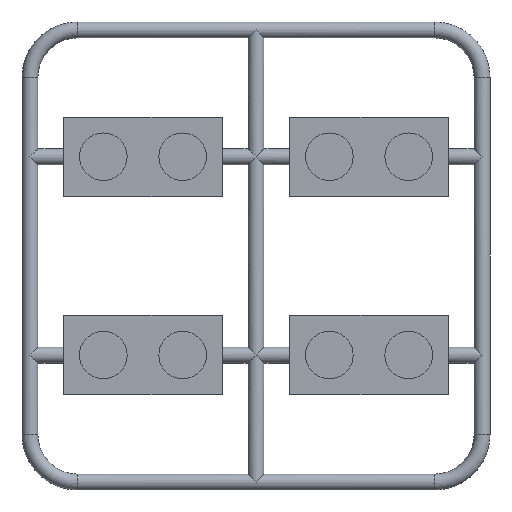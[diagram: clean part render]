
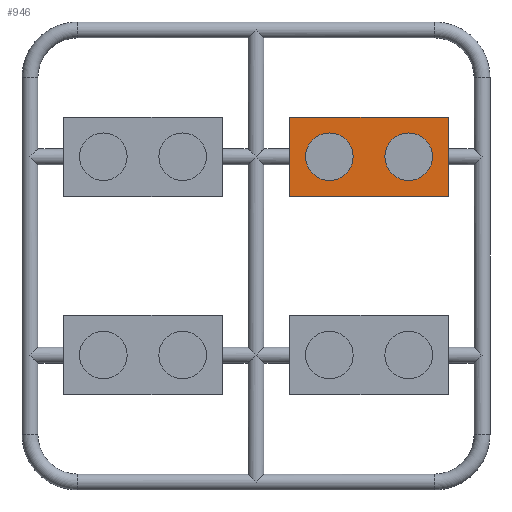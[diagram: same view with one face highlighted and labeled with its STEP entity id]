
A CAD part, top view. The second image highlights one B-rep face of the part: STEP entity #946.
In plain terms, the highlighted planar face has unit normal (0, 0, 1).
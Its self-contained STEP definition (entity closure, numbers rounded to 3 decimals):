
#75=FACE_BOUND('',#183,.T.);
#76=FACE_BOUND('',#184,.T.);
#96=PLANE('',#1027);
#126=FACE_OUTER_BOUND('',#182,.T.);
#182=EDGE_LOOP('',(#671,#672,#673,#674));
#183=EDGE_LOOP('',(#675));
#184=EDGE_LOOP('',(#676));
#252=LINE('',#1613,#308);
#253=LINE('',#1615,#309);
#254=LINE('',#1617,#310);
#255=LINE('',#1618,#311);
#308=VECTOR('',#1198,10.);
#309=VECTOR('',#1199,10.);
#310=VECTOR('',#1200,10.);
#311=VECTOR('',#1201,10.);
#362=CIRCLE('',#1028,2.4);
#363=CIRCLE('',#1029,2.4);
#417=VERTEX_POINT('',#1611);
#418=VERTEX_POINT('',#1612);
#419=VERTEX_POINT('',#1614);
#420=VERTEX_POINT('',#1616);
#421=VERTEX_POINT('',#1619);
#422=VERTEX_POINT('',#1621);
#518=EDGE_CURVE('',#417,#418,#252,.T.);
#519=EDGE_CURVE('',#417,#419,#253,.T.);
#520=EDGE_CURVE('',#420,#419,#254,.T.);
#521=EDGE_CURVE('',#418,#420,#255,.T.);
#522=EDGE_CURVE('',#421,#421,#362,.T.);
#523=EDGE_CURVE('',#422,#422,#363,.T.);
#671=ORIENTED_EDGE('',*,*,#518,.F.);
#672=ORIENTED_EDGE('',*,*,#519,.T.);
#673=ORIENTED_EDGE('',*,*,#520,.F.);
#674=ORIENTED_EDGE('',*,*,#521,.F.);
#675=ORIENTED_EDGE('',*,*,#522,.T.);
#676=ORIENTED_EDGE('',*,*,#523,.T.);
#946=ADVANCED_FACE('',(#126,#75,#76),#96,.T.);
#1027=AXIS2_PLACEMENT_3D('',#1610,#1196,#1197);
#1028=AXIS2_PLACEMENT_3D('',#1620,#1202,#1203);
#1029=AXIS2_PLACEMENT_3D('',#1622,#1204,#1205);
#1196=DIRECTION('center_axis',(0.,0.,1.));
#1197=DIRECTION('ref_axis',(1.,0.,0.));
#1198=DIRECTION('',(-1.,0.,0.));
#1199=DIRECTION('',(0.,1.,0.));
#1200=DIRECTION('',(1.,0.,0.));
#1201=DIRECTION('',(0.,1.,0.));
#1202=DIRECTION('center_axis',(0.,0.,-1.));
#1203=DIRECTION('ref_axis',(-1.,0.,0.));
#1204=DIRECTION('center_axis',(0.,0.,-1.));
#1205=DIRECTION('ref_axis',(-1.,0.,0.));
#1610=CARTESIAN_POINT('Origin',(0.,0.,9.6));
#1611=CARTESIAN_POINT('',(16.,0.,9.6));
#1612=CARTESIAN_POINT('',(0.,0.,9.6));
#1613=CARTESIAN_POINT('',(16.,0.,9.6));
#1614=CARTESIAN_POINT('',(16.,8.,9.6));
#1615=CARTESIAN_POINT('',(16.,0.,9.6));
#1616=CARTESIAN_POINT('',(0.,8.,9.6));
#1617=CARTESIAN_POINT('',(16.,8.,9.6));
#1618=CARTESIAN_POINT('',(0.,0.,9.6));
#1619=CARTESIAN_POINT('',(6.4,4.,9.6));
#1620=CARTESIAN_POINT('Origin',(4.,4.,9.6));
#1621=CARTESIAN_POINT('',(14.4,4.,9.6));
#1622=CARTESIAN_POINT('Origin',(12.,4.,9.6));
